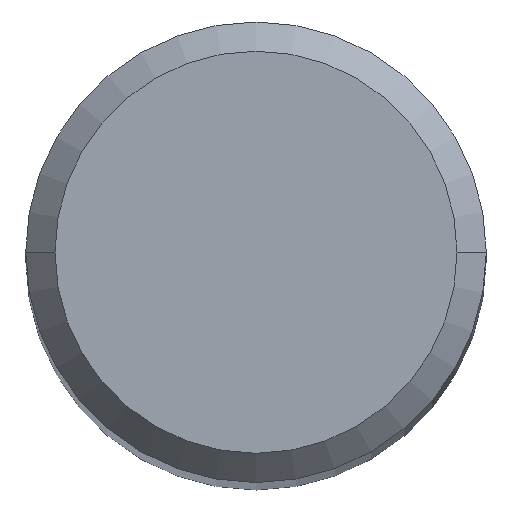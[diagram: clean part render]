
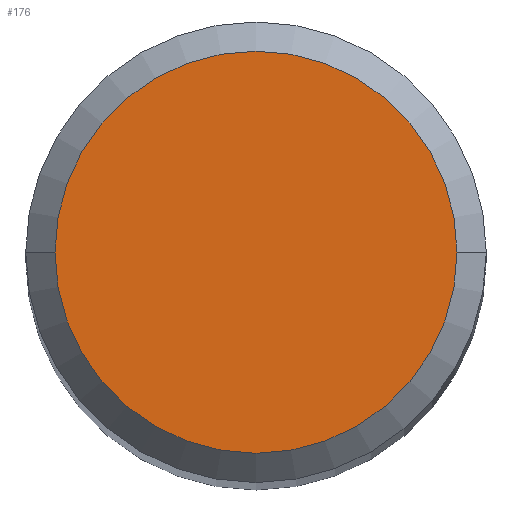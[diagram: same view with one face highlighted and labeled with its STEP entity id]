
A CAD part, top view. The second image highlights one B-rep face of the part: STEP entity #176.
In plain terms, the highlighted planar face has unit normal (0, 0, 1).
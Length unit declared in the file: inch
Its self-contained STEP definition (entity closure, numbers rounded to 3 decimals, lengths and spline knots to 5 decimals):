
#14 = EDGE_CURVE ( 'NONE', #355, #207, #306, .T. ) ;
#22 = PLANE ( 'NONE',  #58 ) ;
#54 = AXIS2_PLACEMENT_3D ( 'NONE', #114, #343, #80 ) ;
#58 = AXIS2_PLACEMENT_3D ( 'NONE', #230, #199, #140 ) ;
#74 = CARTESIAN_POINT ( 'NONE',  ( 0., 0., 2.24409 ) ) ;
#80 = DIRECTION ( 'NONE',  ( 1., 0., 0. ) ) ;
#101 = CARTESIAN_POINT ( 'NONE',  ( 0.10311, 0., 2.24409 ) ) ;
#114 = CARTESIAN_POINT ( 'NONE',  ( 0., 0., 2.24409 ) ) ;
#119 = ORIENTED_EDGE ( 'NONE', *, *, #14, .T. ) ;
#125 = DIRECTION ( 'NONE',  ( 1., 0., 0. ) ) ;
#140 = DIRECTION ( 'NONE',  ( 1., 0., 0. ) ) ;
#143 = CARTESIAN_POINT ( 'NONE',  ( -0.10311, 0., 2.24409 ) ) ;
#176 = ADVANCED_FACE ( 'NONE', ( #373 ), #22, .T. ) ;
#190 = EDGE_CURVE ( 'NONE', #207, #355, #279, .T. ) ;
#193 = DIRECTION ( 'NONE',  ( 0., 0., 1. ) ) ;
#194 = AXIS2_PLACEMENT_3D ( 'NONE', #74, #193, #125 ) ;
#199 = DIRECTION ( 'NONE',  ( 0., 0., 1. ) ) ;
#207 = VERTEX_POINT ( 'NONE', #143 ) ;
#230 = CARTESIAN_POINT ( 'NONE',  ( 0., 0., 2.24409 ) ) ;
#249 = EDGE_LOOP ( 'NONE', ( #376, #119 ) ) ;
#279 = CIRCLE ( 'NONE', #54, 0.10311 ) ;
#306 = CIRCLE ( 'NONE', #194, 0.10311 ) ;
#343 = DIRECTION ( 'NONE',  ( 0., 0., 1. ) ) ;
#355 = VERTEX_POINT ( 'NONE', #101 ) ;
#373 = FACE_OUTER_BOUND ( 'NONE', #249, .T. ) ;
#376 = ORIENTED_EDGE ( 'NONE', *, *, #190, .T. ) ;
